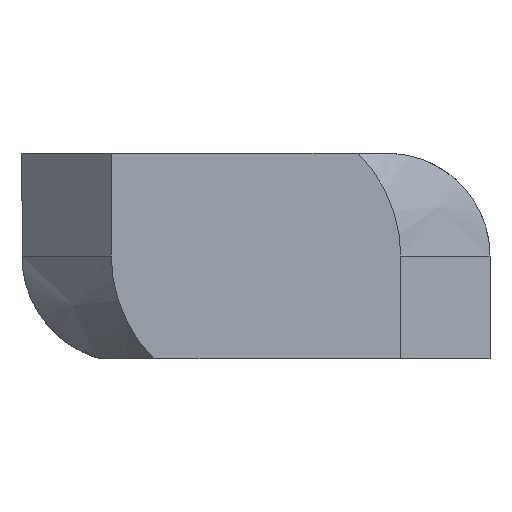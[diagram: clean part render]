
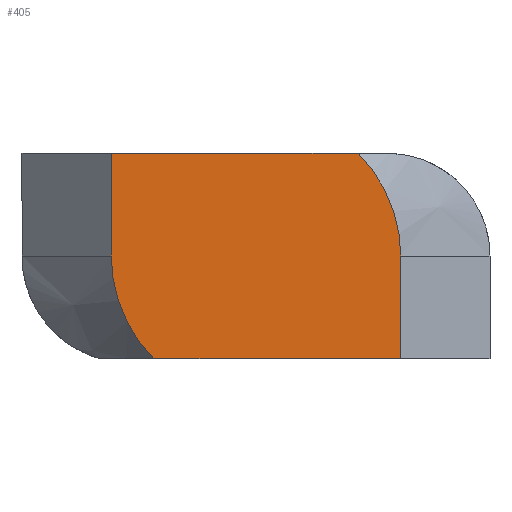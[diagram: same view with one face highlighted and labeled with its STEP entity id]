
A CAD part, front view. The second image highlights one B-rep face of the part: STEP entity #405.
In plain terms, the highlighted planar face has unit normal (0, -1, 0).
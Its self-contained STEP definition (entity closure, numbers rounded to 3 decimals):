
#14 = ORIENTED_EDGE ( 'NONE', *, *, #175, .T. ) ;
#67 = DIRECTION ( 'NONE',  ( 0., 1., 0. ) ) ;
#71 = ORIENTED_EDGE ( 'NONE', *, *, #171, .T. ) ;
#85 = VECTOR ( 'NONE', #1543, 1000. ) ;
#96 = VERTEX_POINT ( 'NONE', #843 ) ;
#159 = ORIENTED_EDGE ( 'NONE', *, *, #1414, .F. ) ;
#171 = EDGE_CURVE ( 'NONE', #1417, #408, #778, .T. ) ;
#175 = EDGE_CURVE ( 'NONE', #408, #659, #486, .T. ) ;
#177 = ORIENTED_EDGE ( 'NONE', *, *, #1121, .F. ) ;
#180 = FACE_OUTER_BOUND ( 'NONE', #379, .T. ) ;
#186 = VERTEX_POINT ( 'NONE', #968 ) ;
#205 = CIRCLE ( 'NONE', #338, 6. ) ;
#218 = VERTEX_POINT ( 'NONE', #1083 ) ;
#243 = CARTESIAN_POINT ( 'NONE',  ( -6., -2.85, 0. ) ) ;
#251 = DIRECTION ( 'NONE',  ( 0., 1., 0. ) ) ;
#262 = ORIENTED_EDGE ( 'NONE', *, *, #282, .T. ) ;
#282 = EDGE_CURVE ( 'NONE', #659, #186, #584, .T. ) ;
#307 = LINE ( 'NONE', #614, #1565 ) ;
#338 = AXIS2_PLACEMENT_3D ( 'NONE', #804, #67, #922 ) ;
#339 = DIRECTION ( 'NONE',  ( 0., -1., 0. ) ) ;
#379 = EDGE_LOOP ( 'NONE', ( #71, #14, #262, #177, #159, #1131 ) ) ;
#405 = ADVANCED_FACE ( 'NONE', ( #180 ), #505, .F. ) ;
#408 = VERTEX_POINT ( 'NONE', #243 ) ;
#424 = CARTESIAN_POINT ( 'NONE',  ( -4.235, -2.85, -4.25 ) ) ;
#437 = CARTESIAN_POINT ( 'NONE',  ( -6., -2.85, 4.25 ) ) ;
#486 = CIRCLE ( 'NONE', #1221, 6. ) ;
#505 = PLANE ( 'NONE',  #833 ) ;
#551 = VECTOR ( 'NONE', #610, 1000. ) ;
#553 = CARTESIAN_POINT ( 'NONE',  ( -6., -2.85, 4.25 ) ) ;
#584 = LINE ( 'NONE', #1581, #551 ) ;
#610 = DIRECTION ( 'NONE',  ( 1., 0., 0. ) ) ;
#614 = CARTESIAN_POINT ( 'NONE',  ( 6., -2.85, 4.25 ) ) ;
#659 = VERTEX_POINT ( 'NONE', #424 ) ;
#742 = EDGE_CURVE ( 'NONE', #1417, #96, #307, .T. ) ;
#778 = LINE ( 'NONE', #437, #85 ) ;
#804 = CARTESIAN_POINT ( 'NONE',  ( 0., -2.85, 0. ) ) ;
#833 = AXIS2_PLACEMENT_3D ( 'NONE', #1480, #251, #990 ) ;
#838 = VECTOR ( 'NONE', #1346, 1000. ) ;
#843 = CARTESIAN_POINT ( 'NONE',  ( 4.235, -2.85, 4.25 ) ) ;
#922 = DIRECTION ( 'NONE',  ( 0., 0., 1. ) ) ;
#968 = CARTESIAN_POINT ( 'NONE',  ( 6., -2.85, -4.25 ) ) ;
#988 = DIRECTION ( 'NONE',  ( 1., 0., 0. ) ) ;
#990 = DIRECTION ( 'NONE',  ( 0., 0., 1. ) ) ;
#1076 = DIRECTION ( 'NONE',  ( 0., 0., 1. ) ) ;
#1083 = CARTESIAN_POINT ( 'NONE',  ( 6., -2.85, 0. ) ) ;
#1121 = EDGE_CURVE ( 'NONE', #218, #186, #1159, .T. ) ;
#1131 = ORIENTED_EDGE ( 'NONE', *, *, #742, .F. ) ;
#1159 = LINE ( 'NONE', #1453, #838 ) ;
#1199 = CARTESIAN_POINT ( 'NONE',  ( 0., -2.85, 0. ) ) ;
#1221 = AXIS2_PLACEMENT_3D ( 'NONE', #1199, #339, #1076 ) ;
#1346 = DIRECTION ( 'NONE',  ( 0., 0., -1. ) ) ;
#1414 = EDGE_CURVE ( 'NONE', #96, #218, #205, .T. ) ;
#1417 = VERTEX_POINT ( 'NONE', #553 ) ;
#1453 = CARTESIAN_POINT ( 'NONE',  ( 6., -2.85, 4.25 ) ) ;
#1480 = CARTESIAN_POINT ( 'NONE',  ( 6., -2.85, 4.25 ) ) ;
#1543 = DIRECTION ( 'NONE',  ( 0., 0., -1. ) ) ;
#1565 = VECTOR ( 'NONE', #988, 1000. ) ;
#1581 = CARTESIAN_POINT ( 'NONE',  ( 6., -2.85, -4.25 ) ) ;
